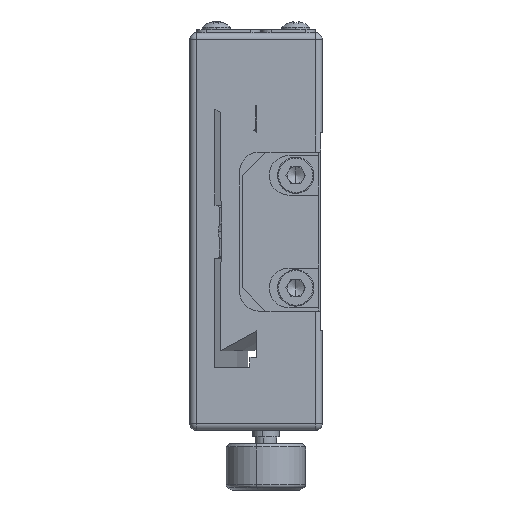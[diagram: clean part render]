
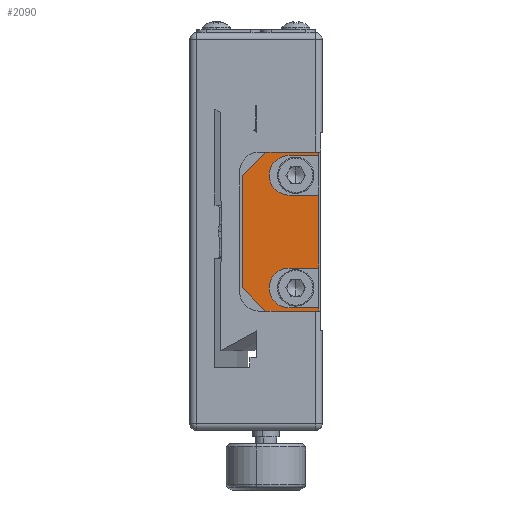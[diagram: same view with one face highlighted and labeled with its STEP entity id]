
A CAD part, left-side view. The second image highlights one B-rep face of the part: STEP entity #2090.
In plain terms, the highlighted planar face has unit normal (-1, 0, 0).
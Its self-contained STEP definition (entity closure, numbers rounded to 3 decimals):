
#367 = ORIENTED_EDGE ( 'NONE', *, *, #12507, .T. ) ;
#424 = ORIENTED_EDGE ( 'NONE', *, *, #3696, .F. ) ;
#525 = DIRECTION ( 'NONE',  ( 0., -1., 0. ) ) ;
#573 = EDGE_CURVE ( 'NONE', #28491, #13987, #17898, .T. ) ;
#735 = VERTEX_POINT ( 'NONE', #9770 ) ;
#988 = VECTOR ( 'NONE', #29840, 1000. ) ;
#1018 = DIRECTION ( 'NONE',  ( 0., 0., -1. ) ) ;
#1146 = ORIENTED_EDGE ( 'NONE', *, *, #5603, .T. ) ;
#1345 = CARTESIAN_POINT ( 'NONE',  ( -29.797, -33.392, 8.5 ) ) ;
#1481 = ORIENTED_EDGE ( 'NONE', *, *, #9643, .T. ) ;
#1484 = VECTOR ( 'NONE', #14669, 1000. ) ;
#1880 = CARTESIAN_POINT ( 'NONE',  ( -29.797, -36.892, -12. ) ) ;
#2057 = CARTESIAN_POINT ( 'NONE',  ( -29.797, -33.392, -12. ) ) ;
#2060 = VERTEX_POINT ( 'NONE', #17270 ) ;
#2083 = DIRECTION ( 'NONE',  ( 0., 0., 1. ) ) ;
#2090 = ADVANCED_FACE ( 'NONE', ( #12648 ), #20063, .F. ) ;
#2456 = VERTEX_POINT ( 'NONE', #8664 ) ;
#2625 = CARTESIAN_POINT ( 'NONE',  ( -29.797, -44.392, -12. ) ) ;
#2628 = DIRECTION ( 'NONE',  ( 0., 0., 1. ) ) ;
#2766 = ORIENTED_EDGE ( 'NONE', *, *, #10664, .T. ) ;
#3075 = LINE ( 'NONE', #30704, #23569 ) ;
#3156 = LINE ( 'NONE', #13091, #16774 ) ;
#3688 = CARTESIAN_POINT ( 'NONE',  ( -29.797, -40.392, 11.5 ) ) ;
#3696 = EDGE_CURVE ( 'NONE', #17576, #2060, #9078, .T. ) ;
#4268 = ORIENTED_EDGE ( 'NONE', *, *, #573, .T. ) ;
#4568 = CARTESIAN_POINT ( 'NONE',  ( -29.797, -40.392, 5.5 ) ) ;
#4622 = CARTESIAN_POINT ( 'NONE',  ( -29.797, -40.392, -5.5 ) ) ;
#4690 = CARTESIAN_POINT ( 'NONE',  ( -29.797, -40.392, 5.5 ) ) ;
#5197 = EDGE_CURVE ( 'NONE', #735, #28491, #12980, .T. ) ;
#5323 = DIRECTION ( 'NONE',  ( 0., 1., 0. ) ) ;
#5603 = EDGE_CURVE ( 'NONE', #31266, #32142, #11620, .T. ) ;
#5633 = VERTEX_POINT ( 'NONE', #19035 ) ;
#5720 = CARTESIAN_POINT ( 'NONE',  ( -29.797, -44.892, -12. ) ) ;
#5835 = VECTOR ( 'NONE', #2628, 1000. ) ;
#6123 = CARTESIAN_POINT ( 'NONE',  ( -29.797, -33.392, -8.5 ) ) ;
#6644 = CARTESIAN_POINT ( 'NONE',  ( -29.797, -44.892, -12. ) ) ;
#6912 = AXIS2_PLACEMENT_3D ( 'NONE', #2057, #30178, #29692 ) ;
#7332 = VECTOR ( 'NONE', #10169, 1000. ) ;
#7839 = LINE ( 'NONE', #28023, #24084 ) ;
#8039 = CARTESIAN_POINT ( 'NONE',  ( -29.797, -44.892, -11.5 ) ) ;
#8609 = VECTOR ( 'NONE', #19192, 1000. ) ;
#8664 = CARTESIAN_POINT ( 'NONE',  ( -29.797, -40.392, -11.5 ) ) ;
#9004 = VERTEX_POINT ( 'NONE', #29837 ) ;
#9078 = LINE ( 'NONE', #4568, #1484 ) ;
#9180 = LINE ( 'NONE', #1880, #29256 ) ;
#9340 = ORIENTED_EDGE ( 'NONE', *, *, #24260, .T. ) ;
#9351 = CIRCLE ( 'NONE', #27832, 3. ) ;
#9518 = LINE ( 'NONE', #19894, #988 ) ;
#9643 = EDGE_CURVE ( 'NONE', #24338, #2456, #9518, .T. ) ;
#9770 = CARTESIAN_POINT ( 'NONE',  ( -29.797, -36.892, -12. ) ) ;
#10093 = CARTESIAN_POINT ( 'NONE',  ( -29.797, -44.892, -12. ) ) ;
#10169 = DIRECTION ( 'NONE',  ( 0., -1., 0. ) ) ;
#10664 = EDGE_CURVE ( 'NONE', #5633, #9004, #30257, .T. ) ;
#11291 = DIRECTION ( 'NONE',  ( 1., 0., 0. ) ) ;
#11575 = VERTEX_POINT ( 'NONE', #23506 ) ;
#11620 = LINE ( 'NONE', #1345, #12442 ) ;
#12400 = EDGE_CURVE ( 'NONE', #2456, #22482, #9351, .T. ) ;
#12417 = VECTOR ( 'NONE', #25557, 1000. ) ;
#12442 = VECTOR ( 'NONE', #21033, 1000. ) ;
#12507 = EDGE_CURVE ( 'NONE', #13987, #24338, #27148, .T. ) ;
#12641 = CARTESIAN_POINT ( 'NONE',  ( -29.797, -40.392, -5.5 ) ) ;
#12648 = FACE_OUTER_BOUND ( 'NONE', #16053, .T. ) ;
#12834 = VERTEX_POINT ( 'NONE', #6123 ) ;
#12890 = LINE ( 'NONE', #25298, #17522 ) ;
#12980 = LINE ( 'NONE', #5720, #12417 ) ;
#13091 = CARTESIAN_POINT ( 'NONE',  ( -29.797, -44.892, 12. ) ) ;
#13231 = VECTOR ( 'NONE', #2083, 1000. ) ;
#13484 = ORIENTED_EDGE ( 'NONE', *, *, #27939, .T. ) ;
#13819 = AXIS2_PLACEMENT_3D ( 'NONE', #16544, #23655, #18680 ) ;
#13987 = VERTEX_POINT ( 'NONE', #28945 ) ;
#14653 = LINE ( 'NONE', #24747, #13231 ) ;
#14669 = DIRECTION ( 'NONE',  ( 0., -1., 0. ) ) ;
#15283 = LINE ( 'NONE', #12641, #7332 ) ;
#15597 = ORIENTED_EDGE ( 'NONE', *, *, #21248, .F. ) ;
#16053 = EDGE_LOOP ( 'NONE', ( #367, #1481, #18663, #30478, #9340, #424, #22618, #15597, #2766, #13484, #16467, #1146, #24390, #31897, #18129, #4268 ) ) ;
#16467 = ORIENTED_EDGE ( 'NONE', *, *, #17762, .F. ) ;
#16544 = CARTESIAN_POINT ( 'NONE',  ( -29.797, -40.392, 8.5 ) ) ;
#16774 = VECTOR ( 'NONE', #5323, 1000. ) ;
#17270 = CARTESIAN_POINT ( 'NONE',  ( -29.797, -44.892, 5.5 ) ) ;
#17522 = VECTOR ( 'NONE', #30587, 1000. ) ;
#17576 = VERTEX_POINT ( 'NONE', #4690 ) ;
#17762 = EDGE_CURVE ( 'NONE', #31266, #20774, #7839, .T. ) ;
#17898 = LINE ( 'NONE', #30800, #23737 ) ;
#18129 = ORIENTED_EDGE ( 'NONE', *, *, #5197, .T. ) ;
#18279 = EDGE_CURVE ( 'NONE', #21646, #17576, #27025, .T. ) ;
#18399 = DIRECTION ( 'NONE',  ( 0., -1., 0. ) ) ;
#18663 = ORIENTED_EDGE ( 'NONE', *, *, #12400, .T. ) ;
#18680 = DIRECTION ( 'NONE',  ( 0., 0., 1. ) ) ;
#19035 = CARTESIAN_POINT ( 'NONE',  ( -29.797, -44.892, 11.5 ) ) ;
#19192 = DIRECTION ( 'NONE',  ( 0., 0., 1. ) ) ;
#19894 = CARTESIAN_POINT ( 'NONE',  ( -29.797, -44.892, -11.5 ) ) ;
#20063 = PLANE ( 'NONE',  #6912 ) ;
#20774 = VERTEX_POINT ( 'NONE', #26153 ) ;
#21033 = DIRECTION ( 'NONE',  ( 0., 0.707, -0.707 ) ) ;
#21248 = EDGE_CURVE ( 'NONE', #5633, #21646, #12890, .T. ) ;
#21646 = VERTEX_POINT ( 'NONE', #3688 ) ;
#22482 = VERTEX_POINT ( 'NONE', #4622 ) ;
#22618 = ORIENTED_EDGE ( 'NONE', *, *, #18279, .F. ) ;
#23506 = CARTESIAN_POINT ( 'NONE',  ( -29.797, -44.892, -5.5 ) ) ;
#23569 = VECTOR ( 'NONE', #25415, 1000. ) ;
#23655 = DIRECTION ( 'NONE',  ( -1., 0., 0. ) ) ;
#23737 = VECTOR ( 'NONE', #525, 1000. ) ;
#24084 = VECTOR ( 'NONE', #18399, 1000. ) ;
#24260 = EDGE_CURVE ( 'NONE', #11575, #2060, #14653, .T. ) ;
#24338 = VERTEX_POINT ( 'NONE', #8039 ) ;
#24390 = ORIENTED_EDGE ( 'NONE', *, *, #26531, .T. ) ;
#24747 = CARTESIAN_POINT ( 'NONE',  ( -29.797, -44.892, -12. ) ) ;
#25092 = CARTESIAN_POINT ( 'NONE',  ( -29.797, -36.892, 12. ) ) ;
#25298 = CARTESIAN_POINT ( 'NONE',  ( -29.797, -44.892, 11.5 ) ) ;
#25415 = DIRECTION ( 'NONE',  ( 0., 0., -1. ) ) ;
#25557 = DIRECTION ( 'NONE',  ( 0., -1., 0. ) ) ;
#25824 = EDGE_CURVE ( 'NONE', #22482, #11575, #15283, .T. ) ;
#26153 = CARTESIAN_POINT ( 'NONE',  ( -29.797, -44.392, 12. ) ) ;
#26163 = CARTESIAN_POINT ( 'NONE',  ( -29.797, -40.392, -8.5 ) ) ;
#26531 = EDGE_CURVE ( 'NONE', #32142, #12834, #3075, .T. ) ;
#27025 = CIRCLE ( 'NONE', #13819, 3. ) ;
#27148 = LINE ( 'NONE', #6644, #8609 ) ;
#27832 = AXIS2_PLACEMENT_3D ( 'NONE', #26163, #11291, #1018 ) ;
#27939 = EDGE_CURVE ( 'NONE', #9004, #20774, #3156, .T. ) ;
#28023 = CARTESIAN_POINT ( 'NONE',  ( -29.797, -45.392, 12. ) ) ;
#28491 = VERTEX_POINT ( 'NONE', #2625 ) ;
#28945 = CARTESIAN_POINT ( 'NONE',  ( -29.797, -44.892, -12. ) ) ;
#29256 = VECTOR ( 'NONE', #32469, 1000. ) ;
#29692 = DIRECTION ( 'NONE',  ( 0., 0., -1. ) ) ;
#29837 = CARTESIAN_POINT ( 'NONE',  ( -29.797, -44.892, 12. ) ) ;
#29840 = DIRECTION ( 'NONE',  ( 0., 1., 0. ) ) ;
#30178 = DIRECTION ( 'NONE',  ( 1., 0., 0. ) ) ;
#30257 = LINE ( 'NONE', #10093, #5835 ) ;
#30478 = ORIENTED_EDGE ( 'NONE', *, *, #25824, .T. ) ;
#30587 = DIRECTION ( 'NONE',  ( 0., 1., 0. ) ) ;
#30704 = CARTESIAN_POINT ( 'NONE',  ( -29.797, -33.392, -12. ) ) ;
#30800 = CARTESIAN_POINT ( 'NONE',  ( -29.797, -44.892, -12. ) ) ;
#31266 = VERTEX_POINT ( 'NONE', #25092 ) ;
#31508 = CARTESIAN_POINT ( 'NONE',  ( -29.797, -33.392, 8.5 ) ) ;
#31897 = ORIENTED_EDGE ( 'NONE', *, *, #32312, .T. ) ;
#32142 = VERTEX_POINT ( 'NONE', #31508 ) ;
#32312 = EDGE_CURVE ( 'NONE', #12834, #735, #9180, .T. ) ;
#32469 = DIRECTION ( 'NONE',  ( 0., -0.707, -0.707 ) ) ;
